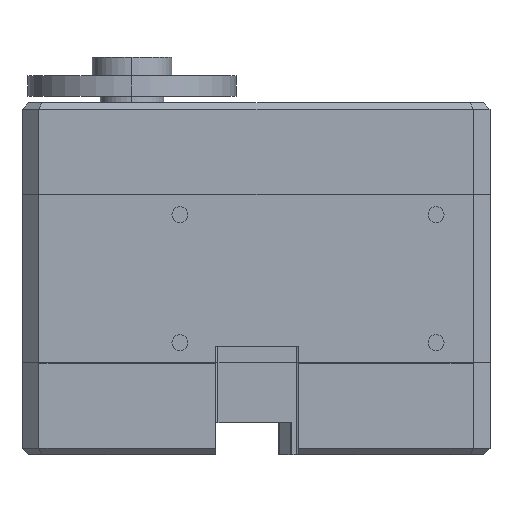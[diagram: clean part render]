
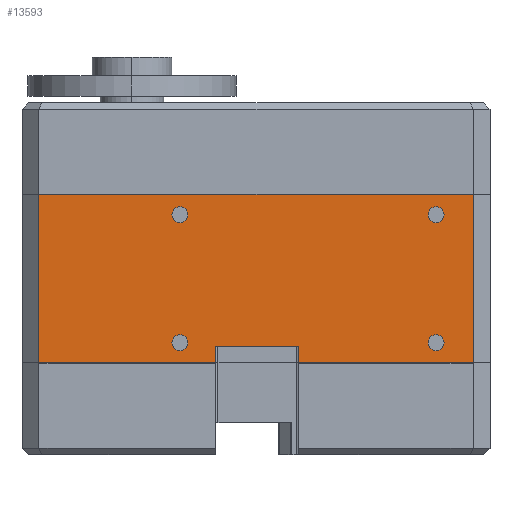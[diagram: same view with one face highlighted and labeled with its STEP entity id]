
A CAD part, left-side view. The second image highlights one B-rep face of the part: STEP entity #13593.
In plain terms, the highlighted planar face has unit normal (-1, 0, 0).
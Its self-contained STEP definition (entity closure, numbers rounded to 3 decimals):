
#64 = EDGE_LOOP ( 'NONE', ( #12690, #21692 ) ) ;
#208 = FACE_BOUND ( 'NONE', #380, .T. ) ;
#209 = VERTEX_POINT ( 'NONE', #20054 ) ;
#380 = EDGE_LOOP ( 'NONE', ( #17332, #30646 ) ) ;
#680 = EDGE_CURVE ( 'NONE', #30486, #6924, #4698, .T. ) ;
#1784 = DIRECTION ( 'NONE',  ( 0., 0., 1. ) ) ;
#2138 = CARTESIAN_POINT ( 'NONE',  ( -16.75, -8.836, -10.5 ) ) ;
#2455 = CARTESIAN_POINT ( 'NONE',  ( -16.75, 6.014, 7. ) ) ;
#2565 = CIRCLE ( 'NONE', #15926, 1. ) ;
#2934 = CARTESIAN_POINT ( 'NONE',  ( -16.75, -25.986, -7. ) ) ;
#3102 = ORIENTED_EDGE ( 'NONE', *, *, #4491, .F. ) ;
#3190 = CARTESIAN_POINT ( 'NONE',  ( -16.75, 1.564, -8.5 ) ) ;
#3650 = DIRECTION ( 'NONE',  ( 0., 1., 0. ) ) ;
#3865 = DIRECTION ( 'NONE',  ( 1., 0., 0. ) ) ;
#4205 = ORIENTED_EDGE ( 'NONE', *, *, #12483, .T. ) ;
#4491 = EDGE_CURVE ( 'NONE', #15582, #15555, #17252, .T. ) ;
#4632 = ORIENTED_EDGE ( 'NONE', *, *, #8073, .T. ) ;
#4681 = EDGE_LOOP ( 'NONE', ( #8907, #21515, #4205, #27401, #3102, #23309, #26897, #5685 ) ) ;
#4698 = CIRCLE ( 'NONE', #20564, 1. ) ;
#5082 = DIRECTION ( 'NONE',  ( 0., 1., 0. ) ) ;
#5380 = EDGE_CURVE ( 'NONE', #26270, #21809, #15895, .T. ) ;
#5475 = CIRCLE ( 'NONE', #15375, 1. ) ;
#5677 = EDGE_CURVE ( 'NONE', #30067, #27312, #17777, .T. ) ;
#5685 = ORIENTED_EDGE ( 'NONE', *, *, #25440, .T. ) ;
#5988 = DIRECTION ( 'NONE',  ( 0., 1., 0. ) ) ;
#6012 = VERTEX_POINT ( 'NONE', #2934 ) ;
#6327 = DIRECTION ( 'NONE',  ( 0., -1., 0. ) ) ;
#6891 = FACE_BOUND ( 'NONE', #7759, .T. ) ;
#6924 = VERTEX_POINT ( 'NONE', #9715 ) ;
#7161 = VERTEX_POINT ( 'NONE', #21392 ) ;
#7576 = LINE ( 'NONE', #24563, #24780 ) ;
#7759 = EDGE_LOOP ( 'NONE', ( #4632, #15821 ) ) ;
#7837 = DIRECTION ( 'NONE',  ( 1., 0., 0. ) ) ;
#7980 = EDGE_CURVE ( 'NONE', #15555, #28666, #8332, .T. ) ;
#8073 = EDGE_CURVE ( 'NONE', #6924, #30486, #2565, .T. ) ;
#8332 = LINE ( 'NONE', #3190, #21839 ) ;
#8486 = DIRECTION ( 'NONE',  ( 1., 0., 0. ) ) ;
#8505 = AXIS2_PLACEMENT_3D ( 'NONE', #24877, #13767, #3650 ) ;
#8907 = ORIENTED_EDGE ( 'NONE', *, *, #30521, .F. ) ;
#8996 = AXIS2_PLACEMENT_3D ( 'NONE', #27375, #15323, #24900 ) ;
#9086 = CARTESIAN_POINT ( 'NONE',  ( -16.75, 23.642, 10.5 ) ) ;
#9236 = FACE_BOUND ( 'NONE', #9566, .T. ) ;
#9303 = CIRCLE ( 'NONE', #15199, 1. ) ;
#9504 = CARTESIAN_POINT ( 'NONE',  ( -16.75, -25.986, 8. ) ) ;
#9542 = PLANE ( 'NONE',  #29252 ) ;
#9566 = EDGE_LOOP ( 'NONE', ( #20708, #26467 ) ) ;
#9623 = CARTESIAN_POINT ( 'NONE',  ( -16.75, -32.736, 10.5 ) ) ;
#9715 = CARTESIAN_POINT ( 'NONE',  ( -16.75, 6.014, 9. ) ) ;
#9776 = LINE ( 'NONE', #9623, #18678 ) ;
#10161 = CIRCLE ( 'NONE', #23933, 1. ) ;
#10375 = CARTESIAN_POINT ( 'NONE',  ( -16.75, 1.564, -10.5 ) ) ;
#11628 = CARTESIAN_POINT ( 'NONE',  ( -16.75, -25.986, 8. ) ) ;
#12301 = VERTEX_POINT ( 'NONE', #2138 ) ;
#12483 = EDGE_CURVE ( 'NONE', #209, #28666, #7576, .T. ) ;
#12530 = DIRECTION ( 'NONE',  ( 0., -1., 0. ) ) ;
#12690 = ORIENTED_EDGE ( 'NONE', *, *, #18177, .T. ) ;
#13203 = EDGE_CURVE ( 'NONE', #7161, #6012, #25782, .T. ) ;
#13593 = ADVANCED_FACE ( 'NONE', ( #9236, #25436, #208, #6891, #14181 ), #9542, .F. ) ;
#13767 = DIRECTION ( 'NONE',  ( 1., 0., 0. ) ) ;
#13846 = CARTESIAN_POINT ( 'NONE',  ( -16.75, 6.014, -7. ) ) ;
#14181 = FACE_OUTER_BOUND ( 'NONE', #4681, .T. ) ;
#14730 = CARTESIAN_POINT ( 'NONE',  ( -16.75, 6.014, -8. ) ) ;
#15199 = AXIS2_PLACEMENT_3D ( 'NONE', #29285, #3865, #17642 ) ;
#15206 = VERTEX_POINT ( 'NONE', #20654 ) ;
#15323 = DIRECTION ( 'NONE',  ( 1., 0., 0. ) ) ;
#15375 = AXIS2_PLACEMENT_3D ( 'NONE', #9504, #18726, #19027 ) ;
#15555 = VERTEX_POINT ( 'NONE', #15557 ) ;
#15557 = CARTESIAN_POINT ( 'NONE',  ( -16.75, 1.564, -8.5 ) ) ;
#15582 = VERTEX_POINT ( 'NONE', #20621 ) ;
#15821 = ORIENTED_EDGE ( 'NONE', *, *, #680, .T. ) ;
#15895 = CIRCLE ( 'NONE', #20281, 1. ) ;
#15926 = AXIS2_PLACEMENT_3D ( 'NONE', #27176, #8486, #5988 ) ;
#15954 = CARTESIAN_POINT ( 'NONE',  ( -16.75, -25.986, 9. ) ) ;
#16015 = CARTESIAN_POINT ( 'NONE',  ( -16.75, -32.736, 10.5 ) ) ;
#16311 = DIRECTION ( 'NONE',  ( 0., 1., 0. ) ) ;
#16996 = EDGE_CURVE ( 'NONE', #15582, #12301, #28195, .T. ) ;
#17105 = DIRECTION ( 'NONE',  ( 0., 1., 0. ) ) ;
#17252 = LINE ( 'NONE', #29026, #19741 ) ;
#17299 = VECTOR ( 'NONE', #1784, 1000. ) ;
#17332 = ORIENTED_EDGE ( 'NONE', *, *, #27026, .T. ) ;
#17642 = DIRECTION ( 'NONE',  ( 0., 1., 0. ) ) ;
#17777 = CIRCLE ( 'NONE', #8505, 1. ) ;
#18069 = CARTESIAN_POINT ( 'NONE',  ( -16.75, -32.736, -10.5 ) ) ;
#18177 = EDGE_CURVE ( 'NONE', #6012, #7161, #9303, .T. ) ;
#18205 = CARTESIAN_POINT ( 'NONE',  ( -16.75, -30.615, 10.5 ) ) ;
#18283 = EDGE_CURVE ( 'NONE', #27508, #209, #29245, .T. ) ;
#18442 = CARTESIAN_POINT ( 'NONE',  ( -16.75, -8.836, -8.5 ) ) ;
#18609 = VECTOR ( 'NONE', #23698, 1000. ) ;
#18618 = DIRECTION ( 'NONE',  ( 1., 0., 0. ) ) ;
#18678 = VECTOR ( 'NONE', #26294, 1000. ) ;
#18726 = DIRECTION ( 'NONE',  ( 1., 0., 0. ) ) ;
#19027 = DIRECTION ( 'NONE',  ( 0., 1., 0. ) ) ;
#19112 = CARTESIAN_POINT ( 'NONE',  ( -16.75, 6.014, -9. ) ) ;
#19140 = EDGE_CURVE ( 'NONE', #27312, #30067, #10161, .T. ) ;
#19238 = DIRECTION ( 'NONE',  ( 0., 1., 0. ) ) ;
#19695 = VECTOR ( 'NONE', #6327, 1000. ) ;
#19741 = VECTOR ( 'NONE', #17105, 1000. ) ;
#20054 = CARTESIAN_POINT ( 'NONE',  ( -16.75, 23.642, -10.5 ) ) ;
#20062 = VERTEX_POINT ( 'NONE', #28041 ) ;
#20281 = AXIS2_PLACEMENT_3D ( 'NONE', #11628, #28616, #26286 ) ;
#20363 = LINE ( 'NONE', #18069, #19695 ) ;
#20564 = AXIS2_PLACEMENT_3D ( 'NONE', #24349, #7837, #19238 ) ;
#20621 = CARTESIAN_POINT ( 'NONE',  ( -16.75, -8.836, -8.5 ) ) ;
#20654 = CARTESIAN_POINT ( 'NONE',  ( -16.75, -30.615, 10.5 ) ) ;
#20708 = ORIENTED_EDGE ( 'NONE', *, *, #5677, .T. ) ;
#21392 = CARTESIAN_POINT ( 'NONE',  ( -16.75, -25.986, -9. ) ) ;
#21515 = ORIENTED_EDGE ( 'NONE', *, *, #18283, .T. ) ;
#21692 = ORIENTED_EDGE ( 'NONE', *, *, #13203, .T. ) ;
#21809 = VERTEX_POINT ( 'NONE', #15954 ) ;
#21839 = VECTOR ( 'NONE', #24868, 1000. ) ;
#22591 = VECTOR ( 'NONE', #30131, 1000. ) ;
#23137 = LINE ( 'NONE', #18205, #17299 ) ;
#23309 = ORIENTED_EDGE ( 'NONE', *, *, #16996, .T. ) ;
#23698 = DIRECTION ( 'NONE',  ( 0., 0., -1. ) ) ;
#23933 = AXIS2_PLACEMENT_3D ( 'NONE', #14730, #28477, #5082 ) ;
#24236 = EDGE_CURVE ( 'NONE', #12301, #20062, #20363, .T. ) ;
#24349 = CARTESIAN_POINT ( 'NONE',  ( -16.75, 6.014, 8. ) ) ;
#24563 = CARTESIAN_POINT ( 'NONE',  ( -16.75, -32.736, -10.5 ) ) ;
#24780 = VECTOR ( 'NONE', #12530, 1000. ) ;
#24868 = DIRECTION ( 'NONE',  ( 0., 0., -1. ) ) ;
#24877 = CARTESIAN_POINT ( 'NONE',  ( -16.75, 6.014, -8. ) ) ;
#24900 = DIRECTION ( 'NONE',  ( 0., 1., 0. ) ) ;
#25168 = CARTESIAN_POINT ( 'NONE',  ( -16.75, 23.642, 10.5 ) ) ;
#25436 = FACE_BOUND ( 'NONE', #64, .T. ) ;
#25440 = EDGE_CURVE ( 'NONE', #20062, #15206, #23137, .T. ) ;
#25782 = CIRCLE ( 'NONE', #8996, 1. ) ;
#26270 = VERTEX_POINT ( 'NONE', #30594 ) ;
#26286 = DIRECTION ( 'NONE',  ( 0., 1., 0. ) ) ;
#26294 = DIRECTION ( 'NONE',  ( 0., -1., 0. ) ) ;
#26467 = ORIENTED_EDGE ( 'NONE', *, *, #19140, .T. ) ;
#26897 = ORIENTED_EDGE ( 'NONE', *, *, #24236, .T. ) ;
#27026 = EDGE_CURVE ( 'NONE', #21809, #26270, #5475, .T. ) ;
#27176 = CARTESIAN_POINT ( 'NONE',  ( -16.75, 6.014, 8. ) ) ;
#27312 = VERTEX_POINT ( 'NONE', #19112 ) ;
#27375 = CARTESIAN_POINT ( 'NONE',  ( -16.75, -25.986, -8. ) ) ;
#27401 = ORIENTED_EDGE ( 'NONE', *, *, #7980, .F. ) ;
#27508 = VERTEX_POINT ( 'NONE', #9086 ) ;
#28041 = CARTESIAN_POINT ( 'NONE',  ( -16.75, -30.615, -10.5 ) ) ;
#28195 = LINE ( 'NONE', #18442, #18609 ) ;
#28477 = DIRECTION ( 'NONE',  ( 1., 0., 0. ) ) ;
#28616 = DIRECTION ( 'NONE',  ( 1., 0., 0. ) ) ;
#28666 = VERTEX_POINT ( 'NONE', #10375 ) ;
#29026 = CARTESIAN_POINT ( 'NONE',  ( -16.75, 1.564, -8.5 ) ) ;
#29245 = LINE ( 'NONE', #25168, #22591 ) ;
#29252 = AXIS2_PLACEMENT_3D ( 'NONE', #16015, #18618, #16311 ) ;
#29285 = CARTESIAN_POINT ( 'NONE',  ( -16.75, -25.986, -8. ) ) ;
#30067 = VERTEX_POINT ( 'NONE', #13846 ) ;
#30131 = DIRECTION ( 'NONE',  ( 0., 0., -1. ) ) ;
#30486 = VERTEX_POINT ( 'NONE', #2455 ) ;
#30521 = EDGE_CURVE ( 'NONE', #27508, #15206, #9776, .T. ) ;
#30594 = CARTESIAN_POINT ( 'NONE',  ( -16.75, -25.986, 7. ) ) ;
#30646 = ORIENTED_EDGE ( 'NONE', *, *, #5380, .T. ) ;
